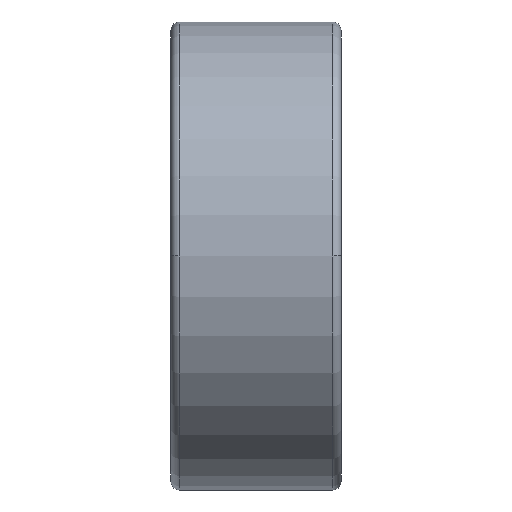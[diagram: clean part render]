
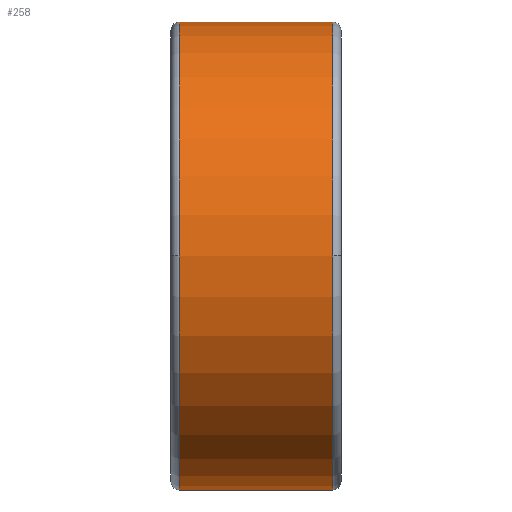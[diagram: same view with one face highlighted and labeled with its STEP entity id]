
A CAD part, front view. The second image highlights one B-rep face of the part: STEP entity #258.
In plain terms, the highlighted cylindrical face has radius 55 mm (diameter 110 mm), a partial arc.
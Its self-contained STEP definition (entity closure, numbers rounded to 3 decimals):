
#258=ADVANCED_FACE('',(#633),#634,.T.);
#633=FACE_OUTER_BOUND('',#1152,.T.);
#634=CYLINDRICAL_SURFACE('',#1153,55.0);
#1152=EDGE_LOOP('',(#1766,#1767,#1768,#1769,#1770,#1771));
#1153=AXIS2_PLACEMENT_3D('',#1772,#1773,#1774);
#1766=ORIENTED_EDGE('',*,*,#2938,.F.);
#1767=ORIENTED_EDGE('',*,*,#2939,.T.);
#1768=ORIENTED_EDGE('',*,*,#2940,.T.);
#1769=ORIENTED_EDGE('',*,*,#2941,.F.);
#1770=ORIENTED_EDGE('',*,*,#2942,.F.);
#1771=ORIENTED_EDGE('',*,*,#2934,.F.);
#1772=CARTESIAN_POINT('',(20.0,0.0,0.0));
#1773=DIRECTION('',(-1.0,0.0,0.0));
#1774=DIRECTION('',(0.0,0.,1.0));
#2934=EDGE_CURVE('',#3492,#3494,#3495,.T.);
#2938=EDGE_CURVE('',#3500,#3492,#3501,.T.);
#2939=EDGE_CURVE('',#3500,#3502,#3503,.T.);
#2940=EDGE_CURVE('',#3502,#3504,#3505,.T.);
#2941=EDGE_CURVE('',#3506,#3504,#3507,.T.);
#2942=EDGE_CURVE('',#3494,#3506,#3508,.T.);
#3492=VERTEX_POINT('',#4248);
#3494=VERTEX_POINT('',#4250);
#3495=CIRCLE('',#4251,55.0);
#3500=VERTEX_POINT('',#4256);
#3501=LINE('',#4257,#4258);
#3502=VERTEX_POINT('',#4259);
#3503=CIRCLE('',#4260,55.0);
#3504=VERTEX_POINT('',#4261);
#3505=CIRCLE('',#4262,55.0);
#3506=VERTEX_POINT('',#4263);
#3507=LINE('',#4264,#4265);
#3508=CIRCLE('',#4266,55.0);
#4248=CARTESIAN_POINT('',(38.0,0.,55.0));
#4250=CARTESIAN_POINT('',(38.0,-55.0,0.));
#4251=AXIS2_PLACEMENT_3D('',#5045,#5046,#5047);
#4256=CARTESIAN_POINT('',(2.0,0.,55.0));
#4257=CARTESIAN_POINT('',(20.0,0.,55.0));
#4258=VECTOR('',#5054,1.0);
#4259=CARTESIAN_POINT('',(2.0,-55.0,0.));
#4260=AXIS2_PLACEMENT_3D('',#5055,#5056,#5057);
#4261=CARTESIAN_POINT('',(2.0,0.,-55.0));
#4262=AXIS2_PLACEMENT_3D('',#5058,#5059,#5060);
#4263=CARTESIAN_POINT('',(38.0,0.,-55.0));
#4264=CARTESIAN_POINT('',(20.0,0.,-55.0));
#4265=VECTOR('',#5061,1.0);
#4266=AXIS2_PLACEMENT_3D('',#5062,#5063,#5064);
#5045=CARTESIAN_POINT('',(38.0,0.0,0.0));
#5046=DIRECTION('',(1.0,0.0,-0.0));
#5047=DIRECTION('',(0.0,0.,1.0));
#5054=DIRECTION('',(1.0,0.0,0.0));
#5055=CARTESIAN_POINT('',(2.0,0.0,0.0));
#5056=DIRECTION('',(1.0,0.0,-0.0));
#5057=DIRECTION('',(0.0,0.,1.0));
#5058=CARTESIAN_POINT('',(2.0,0.0,0.0));
#5059=DIRECTION('',(1.0,0.0,-0.0));
#5060=DIRECTION('',(0.0,0.,1.0));
#5061=DIRECTION('',(-1.0,-0.0,-0.0));
#5062=CARTESIAN_POINT('',(38.0,0.0,0.0));
#5063=DIRECTION('',(1.0,0.0,-0.0));
#5064=DIRECTION('',(0.0,0.,1.0));
